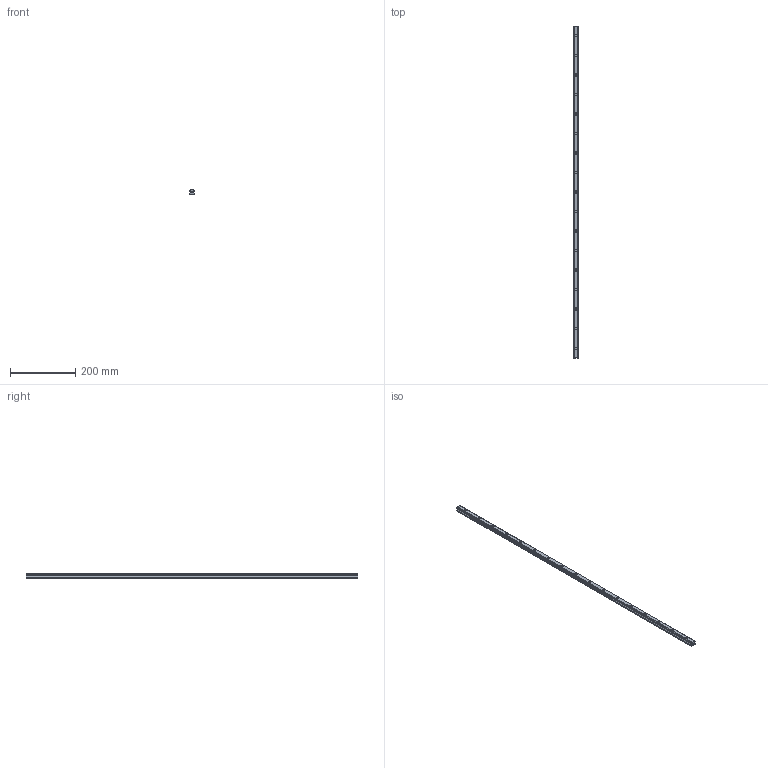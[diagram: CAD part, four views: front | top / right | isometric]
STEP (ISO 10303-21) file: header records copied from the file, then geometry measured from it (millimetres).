
FILE_DESCRIPTION(('STEP AP214'),'1');
FILE_NAME('cctmp_4A7C8AF4-B819-478B-A860-FC01259DD4AA_2020_4_23_10_36_36_675..stp','2020-04-23T08:36:36',('HIWIN GmbH'),('CADClick - www.CADClick.com'),'Spatial InterOp 3D',' ','unknown authorization');
FILE_SCHEMA(('AUTOMOTIVE_DESIGN'));
Length unit declared in the file: millimetre
Products named in the file (1): HGR15R1020H_FILE
Bounding box: 15 x 1020 x 15 mm (x, y, z)
Volume: 187406.9 mm3; surface area: 68154.3 mm2
Topology: 1 solids, 1 shells, 268 faces, 633 edges, 422 vertices
Faces by surface type: plane 140, cylinder 128
Entity records: 9961 total; most frequent: DIRECTION 1427, CARTESIAN_POINT 1324, ORIENTED_EDGE 1266, EDGE_CURVE 633, AXIS2_PLACEMENT_3D 525, VERTEX_POINT 422, LINE 377, VECTOR 377
